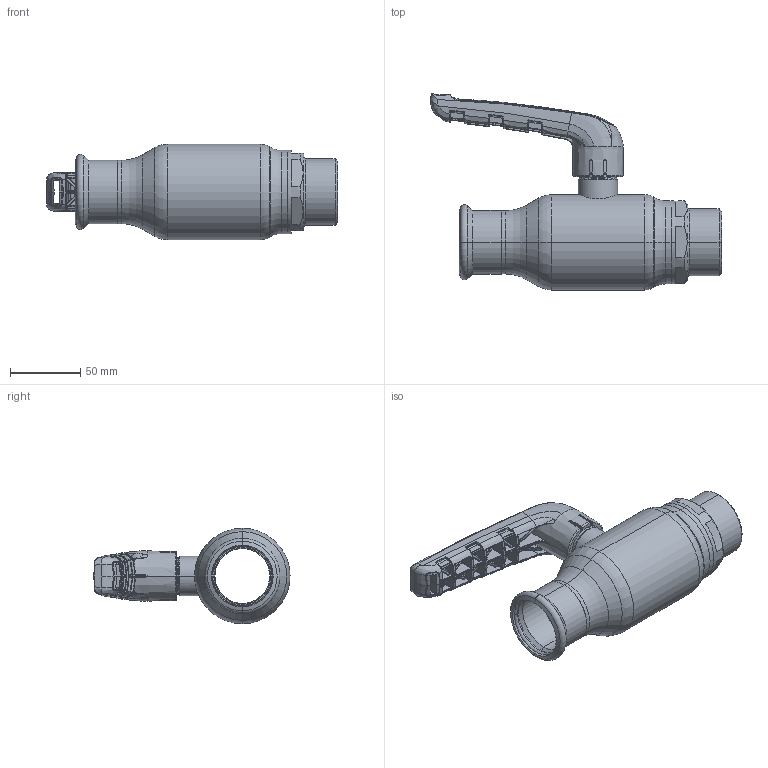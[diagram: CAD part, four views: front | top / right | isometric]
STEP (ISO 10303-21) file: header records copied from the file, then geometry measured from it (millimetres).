
FILE_DESCRIPTION (( 'STEP AP214' ), '1' );
FILE_NAME ('1040001200-xxxx.step', '2019-05-07T11:47:33', ( '' ), ( '' ), 'SwSTEP 2.0', 'SolidWorks 2017', '' );
FILE_SCHEMA (( 'AUTOMOTIVE_DESIGN' ));
Length unit declared in the file: millimetre
Products named in the file (1): 1040001200-xxxx
Bounding box: 207.35 x 139.71 x 68 mm (x, y, z)
Surface area: 74569.8 mm2 (no closed solid volume)
Topology: 0 solids, 8 shells, 839 faces, 2717 edges, 1768 vertices
Faces by surface type: bspline 696, plane 54, cylinder 36, cone 30, torus 21, sphere 2
Entity records: 62257 total; most frequent: CARTESIAN_POINT 35831, ORIENTED_EDGE 4409, EDGE_CURVE 2701, B_SPLINE_CURVE_WITH_KNOTS 1877, VERTEX_POINT 1768, DIRECTION 1743, EDGE_LOOP 851, UNCERTAINTY_MEASURE_WITH_UNIT 841
